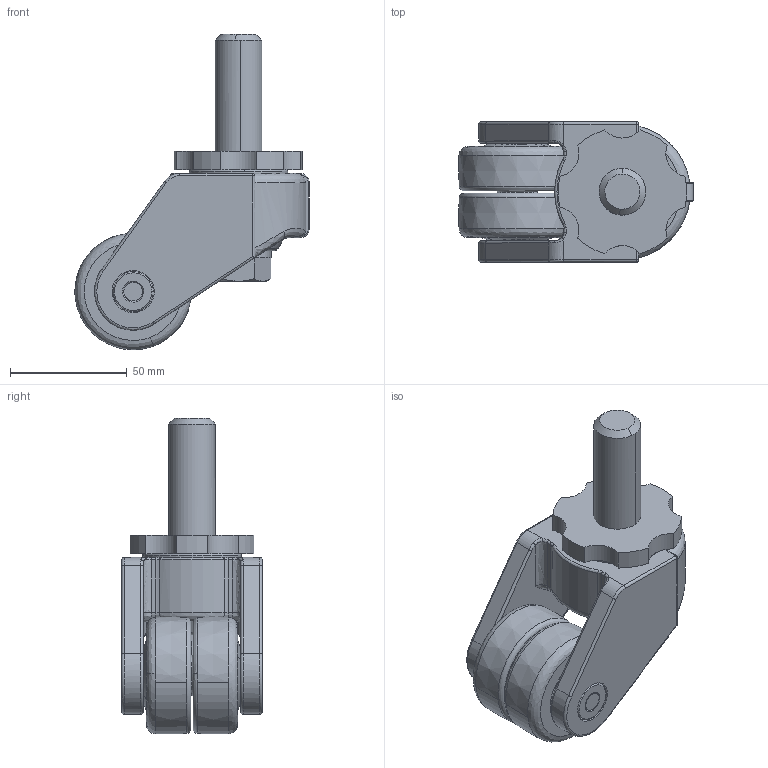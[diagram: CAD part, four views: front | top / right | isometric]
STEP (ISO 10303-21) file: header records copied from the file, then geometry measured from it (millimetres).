
FILE_DESCRIPTION((''),'2;1');
FILE_NAME('','2005-12-15T16:41:50',(''),(''),'','CADfix','');
FILE_SCHEMA(('AUTOMOTIVE_DESIGN'));
Length unit declared in the file: millimetre
Products named in the file (5): wheel; main shaft; body; axle; No_304X_N_23482_36
Assembly tree (4 placements, depth 2):
  No_304X_N_23482_36
    wheel
    main shaft
    body
    axle
Bounding box: 100.3 x 60 x 134.87 mm (x, y, z)
Volume: 241472.2 mm3; surface area: 53682.9 mm2
Topology: 4 solids, 4 shells, 234 faces, 675 edges, 465 vertices
Faces by surface type: bspline 234
Entity records: 10016 total; most frequent: CARTESIAN_POINT 6357, ORIENTED_EDGE 1346, EDGE_CURVE 673, VERTEX_POINT 465, EDGE_LOOP 260, FACE_OUTER_BOUND 234, ADVANCED_FACE 234, QUASI_UNIFORM_CURVE 177
